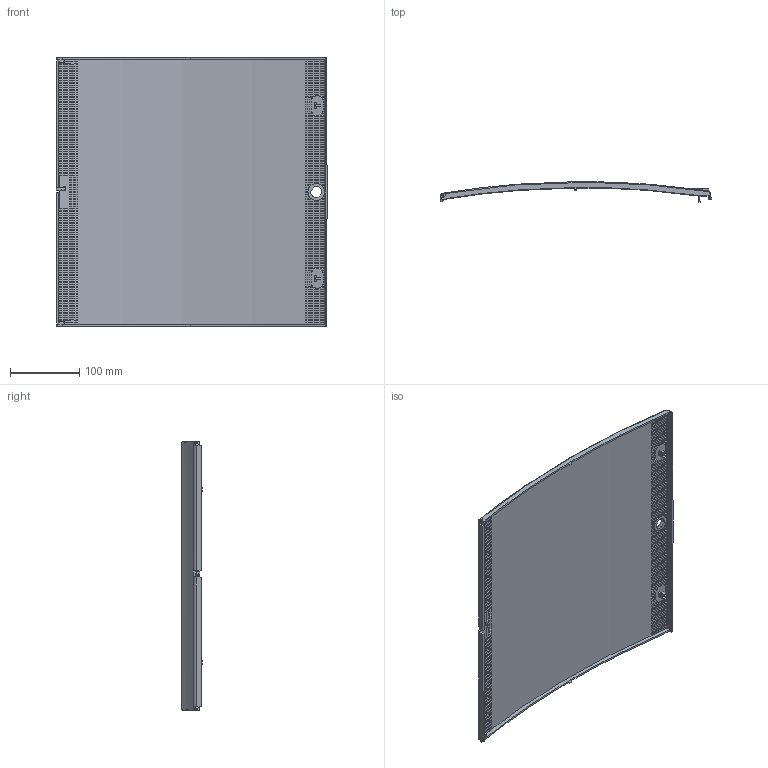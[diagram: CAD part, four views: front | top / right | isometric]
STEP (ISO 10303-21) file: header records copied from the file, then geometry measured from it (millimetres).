
FILE_DESCRIPTION((''),'2;1');
FILE_NAME('ECM_12_PT_ASM','2023-12-13T14:26:36',('klemen.sitar'),('Audax d.o.o.'),'CREO PARAMETRIC BY PTC INC, 2021304','CREO PARAMETRIC BY PTC INC, 2021304','');
FILE_SCHEMA(('AP242_MANAGED_MODEL_BASED_3D_ENGINEERING_MIM_LF { 1 0 10303 442 1 1 4 }'));
Products named in the file (5): VRATA__U3X18C__1; U3X18C_1_ASM_1_ASM; U3X18C_ASM_1_ASM; ECM_3X18_PT_ASM; ECM_12_PT_ASM
Assembly tree (4 placements, depth 5):
  ECM_12_PT_ASM
    ECM_3X18_PT_ASM
      U3X18C_ASM_1_ASM
        U3X18C_1_ASM_1_ASM
          VRATA__U3X18C__1
Bounding box: 392.06 x 29.38 x 388.22 mm (x, y, z)
Volume: 412374.2 mm3; surface area: 334778.2 mm2
Topology: 1 solids, 1 shells, 1509 faces, 4456 edges, 2974 vertices
Faces by surface type: plane 931, cylinder 530, cone 40, torus 6, extrusion 2
Entity records: 75575 total; most frequent: CARTESIAN_POINT 9966, ORIENTED_EDGE 8912, DIRECTION 8648, PRESENTATION_STYLE_ASSIGNMENT 5968, STYLED_ITEM 5968, CURVE_STYLE 4458, EDGE_CURVE 4456, VERTEX_POINT 2974
